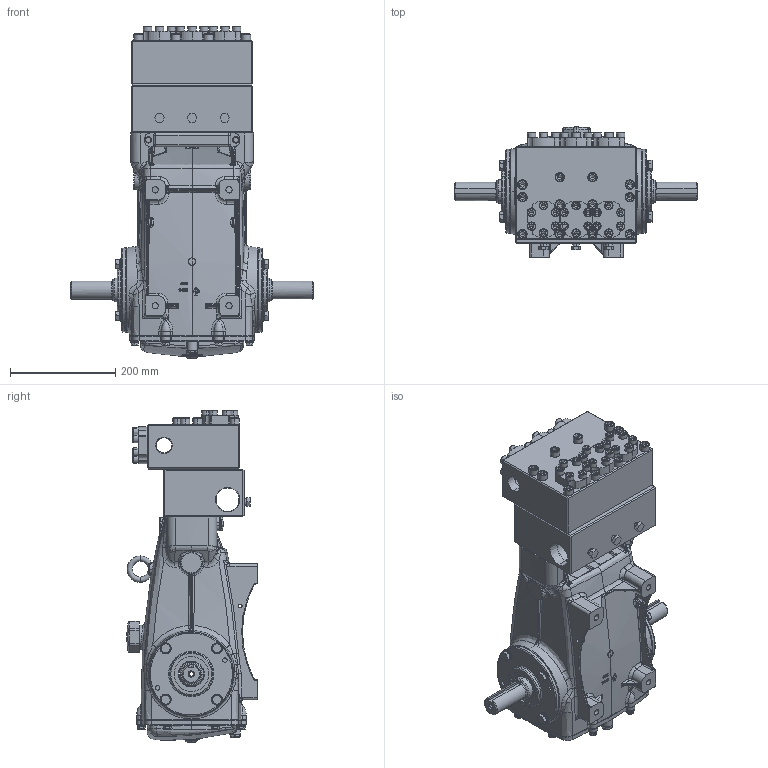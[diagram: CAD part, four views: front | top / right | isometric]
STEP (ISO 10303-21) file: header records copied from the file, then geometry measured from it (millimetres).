
FILE_DESCRIPTION (( 'STEP AP203' ), '1' );
FILE_NAME ('3811.STEP', '2020-10-30T17:20:31', ( '' ), ( '' ), 'SwSTEP 2.0', 'SolidWorks 2020', '' );
FILE_SCHEMA (( 'CONFIG_CONTROL_DESIGN' ));
Length unit declared in the file: inch
Products named in the file (1): 3811
Bounding box: 460 x 247.5 x 630 mm (x, y, z)
Surface area: 942231.7 mm2 (no closed solid volume)
Topology: 0 solids, 144 shells, 2504 faces, 8467 edges, 5743 vertices
Faces by surface type: plane 980, cylinder 534, bspline 476, cone 370, torus 109, sphere 35
Entity records: 120624 total; most frequent: CARTESIAN_POINT 53014, DIRECTION 13376, ORIENTED_EDGE 13178, EDGE_CURVE 8321, VERTEX_POINT 5743, AXIS2_PLACEMENT_3D 5145, CIRCLE 3116, VECTOR 3086
